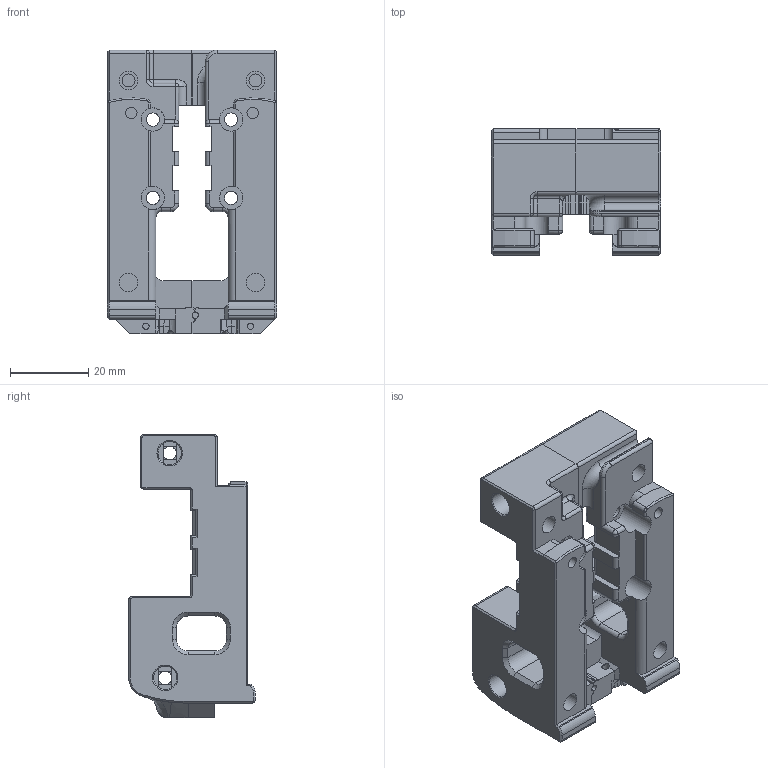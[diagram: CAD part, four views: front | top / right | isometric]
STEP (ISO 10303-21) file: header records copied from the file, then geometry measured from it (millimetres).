
FILE_DESCRIPTION(/* description */ (''),/* implementation_level */ '2;1');
FILE_NAME(/* name */ 'MGN12_X_Carriage_CW2_klickyNG v1.step',/* time_stamp */ '2022-08-12T23:59:04+01:00',/* author */ (''),/* organization */ (''),/* preprocessor_version */ 'ST-DEVELOPER v19',/* originating_system */ 'Autodesk Translation Framework v11.7.0.108',/* authorisation */ '');
FILE_SCHEMA (('AUTOMOTIVE_DESIGN { 1 0 10303 214 3 1 1 }'));
Length unit declared in the file: millimetre
Products named in the file (3): MGN12_X_Carriage_CW2_klickyNG; x_carriage_frame_left; x_carriage_frame_right
Assembly tree (2 placements, depth 2):
  MGN12_X_Carriage_CW2_klickyNG
    x_carriage_frame_left
    x_carriage_frame_right
Bounding box: 43.2 x 32.4 x 72.5 mm (x, y, z)
Volume: 41766.5 mm3; surface area: 18238.6 mm2
Topology: 2 solids, 2 shells, 689 faces, 1852 edges, 1168 vertices
Faces by surface type: plane 426, cylinder 157, cone 41, bspline 32, torus 27, sphere 6
Full cylindrical faces by diameter (mm): 1.601 x2, 1.9 x4, 2.6 x1, 2.9 x2, 3.3 x2, 3.4 x8, 4.7 x4, 6 x6
Entity records: 23068 total; most frequent: CARTESIAN_POINT 5704, ORIENTED_EDGE 3700, DIRECTION 3514, EDGE_CURVE 1850, LINE 1262, VECTOR 1262, VERTEX_POINT 1168, AXIS2_PLACEMENT_3D 1126
